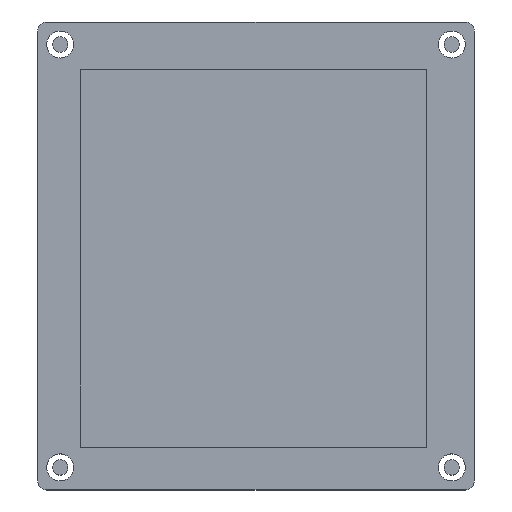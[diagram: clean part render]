
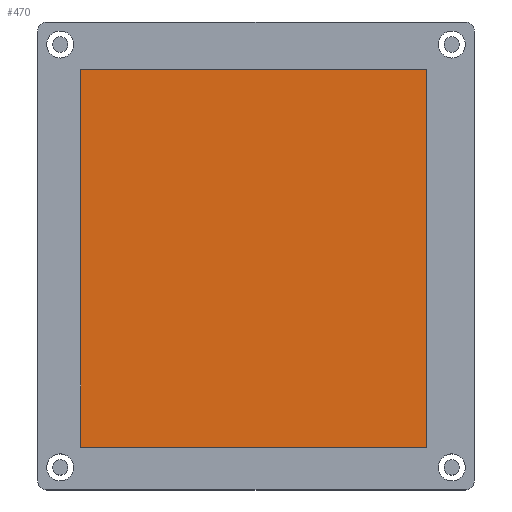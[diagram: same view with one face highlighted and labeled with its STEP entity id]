
A CAD part, top view. The second image highlights one B-rep face of the part: STEP entity #470.
In plain terms, the highlighted planar face has unit normal (0, 0, 1).
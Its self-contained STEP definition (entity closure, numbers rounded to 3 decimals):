
#48=PLANE('',#529);
#71=FACE_OUTER_BOUND('',#102,.T.);
#102=EDGE_LOOP('',(#350,#351,#352,#353));
#134=LINE('',#760,#170);
#135=LINE('',#762,#171);
#136=LINE('',#764,#172);
#137=LINE('',#765,#173);
#170=VECTOR('',#618,10.);
#171=VECTOR('',#619,10.);
#172=VECTOR('',#620,10.);
#173=VECTOR('',#621,10.);
#234=VERTEX_POINT('',#758);
#235=VERTEX_POINT('',#759);
#236=VERTEX_POINT('',#761);
#237=VERTEX_POINT('',#763);
#278=EDGE_CURVE('',#234,#235,#134,.T.);
#279=EDGE_CURVE('',#236,#234,#135,.T.);
#280=EDGE_CURVE('',#237,#236,#136,.T.);
#281=EDGE_CURVE('',#235,#237,#137,.T.);
#350=ORIENTED_EDGE('',*,*,#278,.F.);
#351=ORIENTED_EDGE('',*,*,#279,.F.);
#352=ORIENTED_EDGE('',*,*,#280,.F.);
#353=ORIENTED_EDGE('',*,*,#281,.F.);
#470=ADVANCED_FACE('',(#71),#48,.T.);
#529=AXIS2_PLACEMENT_3D('',#757,#616,#617);
#616=DIRECTION('center_axis',(0.,0.,1.));
#617=DIRECTION('ref_axis',(1.,0.,0.));
#618=DIRECTION('',(1.,0.,0.));
#619=DIRECTION('',(0.,1.,0.));
#620=DIRECTION('',(-1.,0.,0.));
#621=DIRECTION('',(0.,-1.,0.));
#757=CARTESIAN_POINT('Origin',(-38.495,41.988,3.));
#758=CARTESIAN_POINT('',(-76.99,83.975,3.));
#759=CARTESIAN_POINT('',(0.,83.975,3.));
#760=CARTESIAN_POINT('',(-57.743,83.975,3.));
#761=CARTESIAN_POINT('',(-76.99,0.,3.));
#762=CARTESIAN_POINT('',(-76.99,20.994,3.));
#763=CARTESIAN_POINT('',(0.,0.,3.));
#764=CARTESIAN_POINT('',(-19.248,0.,3.));
#765=CARTESIAN_POINT('',(0.,62.981,3.));
